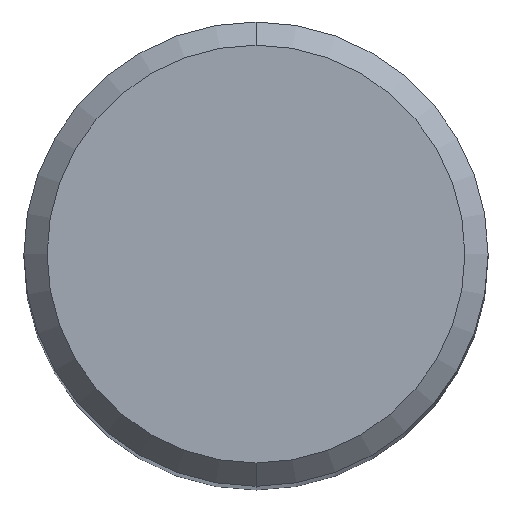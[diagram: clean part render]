
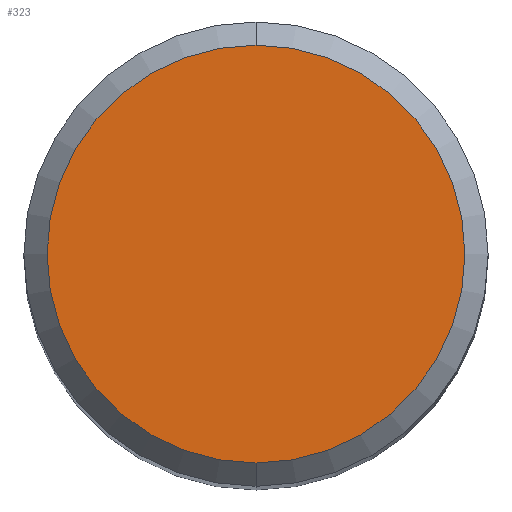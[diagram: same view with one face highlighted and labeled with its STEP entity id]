
A CAD part, top view. The second image highlights one B-rep face of the part: STEP entity #323.
In plain terms, the highlighted planar face has unit normal (0, 0, 1).
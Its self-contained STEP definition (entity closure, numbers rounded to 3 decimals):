
#229=EDGE_CURVE('',#245,#385,#539,.T.);
#245=VERTEX_POINT('',#556);
#323=ADVANCED_FACE('',(#644),#645,.T.);
#377=EDGE_CURVE('',#385,#245,#706,.T.);
#385=VERTEX_POINT('',#714);
#539=CIRCLE('',#968,3.6);
#556=CARTESIAN_POINT('',(0.0,3.6,0.0));
#644=FACE_OUTER_BOUND('',#1174,.T.);
#645=PLANE('',#1175);
#706=CIRCLE('',#1273,3.6);
#714=CARTESIAN_POINT('',(0.,-3.6,0.0));
#968=AXIS2_PLACEMENT_3D('',#1495,#1496,#1497);
#1174=EDGE_LOOP('',(#1619,#1620));
#1175=AXIS2_PLACEMENT_3D('',#1621,#1622,#1623);
#1273=AXIS2_PLACEMENT_3D('',#1714,#1715,#1716);
#1495=CARTESIAN_POINT('',(0.0,0.0,0.0));
#1496=DIRECTION('',(0.0,0.0,-1.0));
#1497=DIRECTION('',(0.0,1.0,0.0));
#1619=ORIENTED_EDGE('',*,*,#229,.F.);
#1620=ORIENTED_EDGE('',*,*,#377,.F.);
#1621=CARTESIAN_POINT('',(0.0,1.8,0.0));
#1622=DIRECTION('',(-0.0,0.0,1.0));
#1623=DIRECTION('',(0.0,-1.0,0.0));
#1714=CARTESIAN_POINT('',(0.0,0.0,0.0));
#1715=DIRECTION('',(0.0,0.0,-1.0));
#1716=DIRECTION('',(0.0,1.0,0.0));
